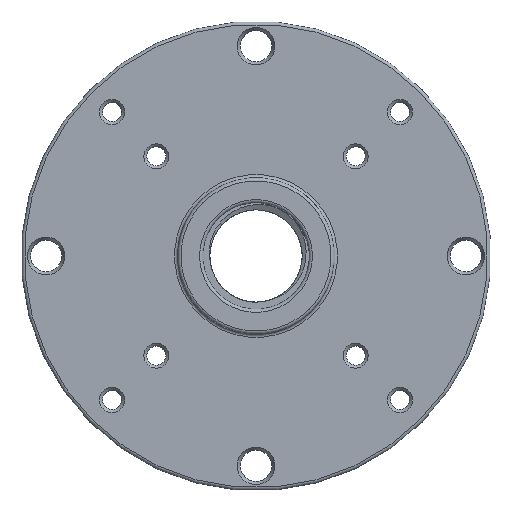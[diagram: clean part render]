
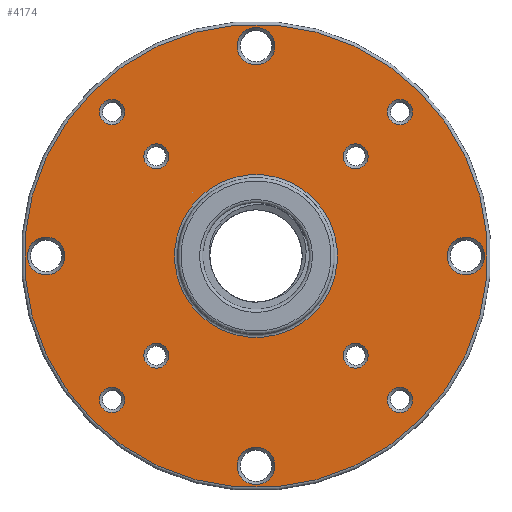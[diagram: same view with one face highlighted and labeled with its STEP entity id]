
A CAD part, left-side view. The second image highlights one B-rep face of the part: STEP entity #4174.
In plain terms, the highlighted planar face has unit normal (-1, 0, 0).
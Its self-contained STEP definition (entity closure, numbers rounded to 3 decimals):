
#45=FACE_BOUND('',#613,.T.);
#46=FACE_BOUND('',#614,.T.);
#47=FACE_BOUND('',#615,.T.);
#48=FACE_BOUND('',#616,.T.);
#49=FACE_BOUND('',#617,.T.);
#50=FACE_BOUND('',#618,.T.);
#51=FACE_BOUND('',#619,.T.);
#52=FACE_BOUND('',#620,.T.);
#53=FACE_BOUND('',#621,.T.);
#54=FACE_BOUND('',#622,.T.);
#55=FACE_BOUND('',#623,.T.);
#56=FACE_BOUND('',#624,.T.);
#57=FACE_BOUND('',#625,.T.);
#196=PLANE('',#4496);
#346=FACE_OUTER_BOUND('',#612,.T.);
#612=EDGE_LOOP('',(#3447));
#613=EDGE_LOOP('',(#3448));
#614=EDGE_LOOP('',(#3449));
#615=EDGE_LOOP('',(#3450));
#616=EDGE_LOOP('',(#3451));
#617=EDGE_LOOP('',(#3452));
#618=EDGE_LOOP('',(#3453));
#619=EDGE_LOOP('',(#3454));
#620=EDGE_LOOP('',(#3455));
#621=EDGE_LOOP('',(#3456));
#622=EDGE_LOOP('',(#3457));
#623=EDGE_LOOP('',(#3458));
#624=EDGE_LOOP('',(#3459));
#625=EDGE_LOOP('',(#3460));
#762=CIRCLE('',#4391,6.);
#765=CIRCLE('',#4396,6.);
#768=CIRCLE('',#4401,6.);
#771=CIRCLE('',#4406,6.);
#774=CIRCLE('',#4411,4.);
#777=CIRCLE('',#4416,4.);
#780=CIRCLE('',#4421,4.);
#783=CIRCLE('',#4426,4.);
#786=CIRCLE('',#4431,4.);
#789=CIRCLE('',#4436,4.);
#792=CIRCLE('',#4441,4.);
#795=CIRCLE('',#4446,4.);
#813=CIRCLE('',#4494,74.);
#815=CIRCLE('',#4497,26.);
#1797=VERTEX_POINT('',#9693);
#1800=VERTEX_POINT('',#9703);
#1803=VERTEX_POINT('',#9713);
#1806=VERTEX_POINT('',#9723);
#1809=VERTEX_POINT('',#9733);
#1812=VERTEX_POINT('',#9743);
#1815=VERTEX_POINT('',#9753);
#1818=VERTEX_POINT('',#9763);
#1821=VERTEX_POINT('',#9773);
#1824=VERTEX_POINT('',#9783);
#1827=VERTEX_POINT('',#9793);
#1830=VERTEX_POINT('',#9803);
#1886=VERTEX_POINT('',#14636);
#1887=VERTEX_POINT('',#14640);
#2269=EDGE_CURVE('',#1797,#1797,#762,.T.);
#2274=EDGE_CURVE('',#1800,#1800,#765,.T.);
#2279=EDGE_CURVE('',#1803,#1803,#768,.T.);
#2284=EDGE_CURVE('',#1806,#1806,#771,.T.);
#2289=EDGE_CURVE('',#1809,#1809,#774,.T.);
#2294=EDGE_CURVE('',#1812,#1812,#777,.T.);
#2299=EDGE_CURVE('',#1815,#1815,#780,.T.);
#2304=EDGE_CURVE('',#1818,#1818,#783,.T.);
#2309=EDGE_CURVE('',#1821,#1821,#786,.T.);
#2314=EDGE_CURVE('',#1824,#1824,#789,.T.);
#2319=EDGE_CURVE('',#1827,#1827,#792,.T.);
#2324=EDGE_CURVE('',#1830,#1830,#795,.T.);
#2439=EDGE_CURVE('',#1886,#1886,#813,.T.);
#2441=EDGE_CURVE('',#1887,#1887,#815,.T.);
#3447=ORIENTED_EDGE('',*,*,#2439,.T.);
#3448=ORIENTED_EDGE('',*,*,#2269,.T.);
#3449=ORIENTED_EDGE('',*,*,#2274,.T.);
#3450=ORIENTED_EDGE('',*,*,#2279,.T.);
#3451=ORIENTED_EDGE('',*,*,#2284,.T.);
#3452=ORIENTED_EDGE('',*,*,#2289,.T.);
#3453=ORIENTED_EDGE('',*,*,#2294,.T.);
#3454=ORIENTED_EDGE('',*,*,#2299,.T.);
#3455=ORIENTED_EDGE('',*,*,#2304,.T.);
#3456=ORIENTED_EDGE('',*,*,#2309,.T.);
#3457=ORIENTED_EDGE('',*,*,#2314,.T.);
#3458=ORIENTED_EDGE('',*,*,#2319,.T.);
#3459=ORIENTED_EDGE('',*,*,#2324,.T.);
#3460=ORIENTED_EDGE('',*,*,#2441,.F.);
#4174=ADVANCED_FACE('',(#346,#45,#46,#47,#48,#49,#50,#51,#52,#53,#54,#55,
#56,#57),#196,.T.);
#4391=AXIS2_PLACEMENT_3D('',#9694,#4750,#4751);
#4396=AXIS2_PLACEMENT_3D('',#9704,#4762,#4763);
#4401=AXIS2_PLACEMENT_3D('',#9714,#4774,#4775);
#4406=AXIS2_PLACEMENT_3D('',#9724,#4786,#4787);
#4411=AXIS2_PLACEMENT_3D('',#9734,#4798,#4799);
#4416=AXIS2_PLACEMENT_3D('',#9744,#4810,#4811);
#4421=AXIS2_PLACEMENT_3D('',#9754,#4822,#4823);
#4426=AXIS2_PLACEMENT_3D('',#9764,#4834,#4835);
#4431=AXIS2_PLACEMENT_3D('',#9774,#4846,#4847);
#4436=AXIS2_PLACEMENT_3D('',#9784,#4858,#4859);
#4441=AXIS2_PLACEMENT_3D('',#9794,#4870,#4871);
#4446=AXIS2_PLACEMENT_3D('',#9804,#4882,#4883);
#4494=AXIS2_PLACEMENT_3D('',#14637,#4993,#4994);
#4496=AXIS2_PLACEMENT_3D('',#14639,#4997,#4998);
#4497=AXIS2_PLACEMENT_3D('',#14641,#4999,#5000);
#4750=DIRECTION('center_axis',(1.,0.,0.));
#4751=DIRECTION('ref_axis',(0.,-1.,0.));
#4762=DIRECTION('center_axis',(1.,0.,0.));
#4763=DIRECTION('ref_axis',(0.,-1.,0.));
#4774=DIRECTION('center_axis',(1.,0.,0.));
#4775=DIRECTION('ref_axis',(0.,-1.,0.));
#4786=DIRECTION('center_axis',(1.,0.,0.));
#4787=DIRECTION('ref_axis',(0.,-1.,0.));
#4798=DIRECTION('center_axis',(1.,0.,0.));
#4799=DIRECTION('ref_axis',(0.,-1.,0.));
#4810=DIRECTION('center_axis',(1.,0.,0.));
#4811=DIRECTION('ref_axis',(0.,-1.,0.));
#4822=DIRECTION('center_axis',(1.,0.,0.));
#4823=DIRECTION('ref_axis',(0.,-1.,0.));
#4834=DIRECTION('center_axis',(1.,0.,0.));
#4835=DIRECTION('ref_axis',(0.,-1.,0.));
#4846=DIRECTION('center_axis',(1.,0.,0.));
#4847=DIRECTION('ref_axis',(0.,-1.,0.));
#4858=DIRECTION('center_axis',(1.,0.,0.));
#4859=DIRECTION('ref_axis',(0.,-1.,0.));
#4870=DIRECTION('center_axis',(1.,0.,0.));
#4871=DIRECTION('ref_axis',(0.,-1.,0.));
#4882=DIRECTION('center_axis',(1.,0.,0.));
#4883=DIRECTION('ref_axis',(0.,-1.,0.));
#4993=DIRECTION('center_axis',(-1.,0.,0.));
#4994=DIRECTION('ref_axis',(0.,0.,1.));
#4997=DIRECTION('center_axis',(-1.,0.,0.));
#4998=DIRECTION('ref_axis',(0.,0.,1.));
#4999=DIRECTION('center_axis',(-1.,0.,0.));
#5000=DIRECTION('ref_axis',(0.,0.,1.));
#9693=CARTESIAN_POINT('',(13.,53.376,-47.376));
#9694=CARTESIAN_POINT('Origin',(13.,47.376,-47.376));
#9703=CARTESIAN_POINT('',(13.,-41.376,-47.376));
#9704=CARTESIAN_POINT('Origin',(13.,-47.376,-47.376));
#9713=CARTESIAN_POINT('',(13.,53.376,47.376));
#9714=CARTESIAN_POINT('Origin',(13.,47.376,47.376));
#9723=CARTESIAN_POINT('',(13.,-41.376,47.376));
#9724=CARTESIAN_POINT('Origin',(13.,-47.376,47.376));
#9733=CARTESIAN_POINT('',(13.,4.,-65.));
#9734=CARTESIAN_POINT('Origin',(13.,0.,-65.));
#9743=CARTESIAN_POINT('',(13.,-61.,0.));
#9744=CARTESIAN_POINT('Origin',(13.,-65.,0.));
#9753=CARTESIAN_POINT('',(13.,4.,65.));
#9754=CARTESIAN_POINT('Origin',(13.,0.,65.));
#9763=CARTESIAN_POINT('',(13.,69.,0.));
#9764=CARTESIAN_POINT('Origin',(13.,65.,0.));
#9773=CARTESIAN_POINT('',(13.,49.,0.));
#9774=CARTESIAN_POINT('Origin',(13.,45.,0.));
#9783=CARTESIAN_POINT('',(13.,4.,45.));
#9784=CARTESIAN_POINT('Origin',(13.,0.,45.));
#9793=CARTESIAN_POINT('',(13.,-41.,0.));
#9794=CARTESIAN_POINT('Origin',(13.,-45.,0.));
#9803=CARTESIAN_POINT('',(13.,4.,-45.));
#9804=CARTESIAN_POINT('Origin',(13.,0.,-45.));
#14636=CARTESIAN_POINT('',(13.,0.,-74.));
#14637=CARTESIAN_POINT('Origin',(13.,0.,0.));
#14639=CARTESIAN_POINT('Origin',(13.,0.,26.));
#14640=CARTESIAN_POINT('',(13.,0.,-26.));
#14641=CARTESIAN_POINT('Origin',(13.,0.,0.));
